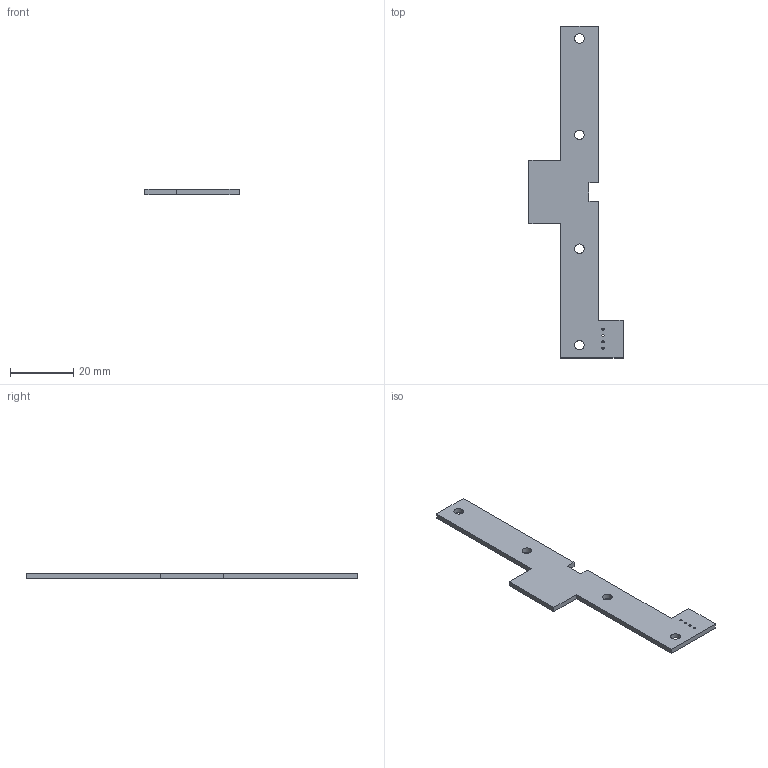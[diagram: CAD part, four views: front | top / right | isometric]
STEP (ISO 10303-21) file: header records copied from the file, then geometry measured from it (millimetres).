
FILE_DESCRIPTION(('KiCad electronic assembly'),'2;1');
FILE_NAME('LeftButtonsDesignLab.step','2024-02-01T14:28:43',('Pcbnew'),( 'Kicad'),'Open CASCADE STEP processor 7.7','KiCad to STEP converter' ,'Unknown');
FILE_SCHEMA(('AUTOMOTIVE_DESIGN { 1 0 10303 214 1 1 1 1 }'));
Length unit declared in the file: millimetre
Products named in the file (2): LeftButtonsDesignLab 1; LeftButtonsDesignLab PCB
Assembly tree (1 placements, depth 2):
  LeftButtonsDesignLab 1
    LeftButtonsDesignLab PCB
Bounding box: 29.78 x 105 x 1.6 mm (x, y, z)
Volume: 2408.9 mm3; surface area: 3526.4 mm2
Topology: 1 solids, 1 shells, 24 faces, 66 edges, 44 vertices
Faces by surface type: plane 16, cylinder 8
Full cylindrical faces by diameter (mm): 0.7 x4, 3 x4
Entity records: 1753 total; most frequent: CARTESIAN_POINT 364, DIRECTION 250, LINE 166, VECTOR 166, ORIENTED_EDGE 132, PCURVE 132, DEFINITIONAL_REPRESENTATION 132, EDGE_CURVE 66
